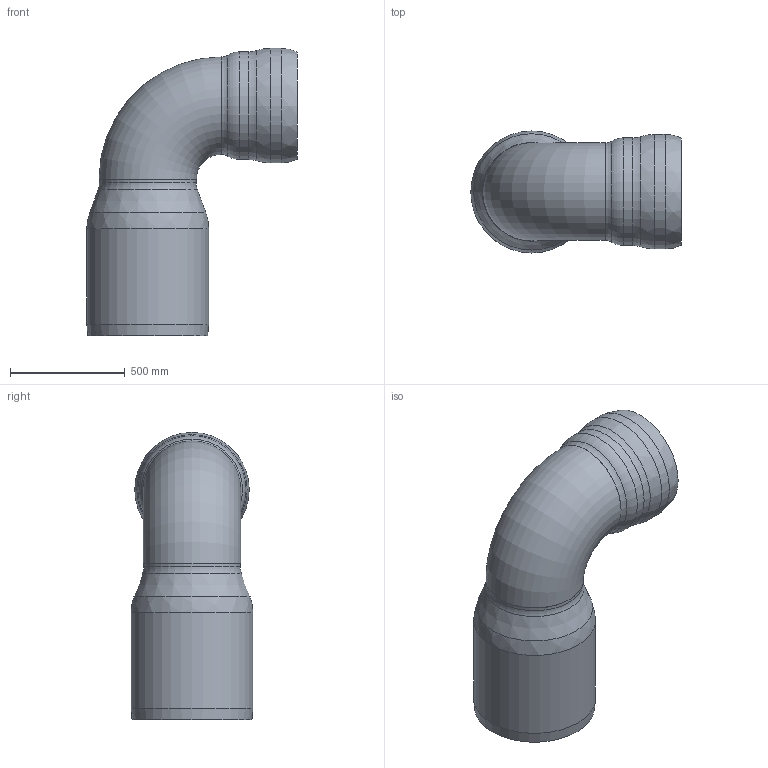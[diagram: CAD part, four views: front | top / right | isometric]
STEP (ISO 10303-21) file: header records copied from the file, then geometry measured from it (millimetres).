
FILE_DESCRIPTION(/* description */ (''),/* implementation_level */ '2;1');
FILE_NAME(/* name */ '5.501.BA0C_3D.stp',/* time_stamp */ '2025-03-12T11:16:24+01:00',/* author */ ('N.Hausmann'),/* organization */ (''),/* preprocessor_version */ 'ST-DEVELOPER v20',/* originating_system */ 'AutoCAD Mechanical',/* authorisation */ '');
FILE_SCHEMA (('AUTOMOTIVE_DESIGN { 1 0 10303 214 3 1 1 }'));
Length unit declared in the file: centimetre
Products named in the file (2): Product; *S0
Assembly tree (1 placements, depth 2):
  Product
    *S0
Bounding box: 915 x 530 x 1249.02 mm (x, y, z)
Volume: 28534415.7 mm3; surface area: 4538046 mm2
Topology: 3 solids, 3 shells, 34 faces, 83 edges, 56 vertices
Faces by surface type: torus 10, cylinder 8, bspline 6, cone 6, plane 4
Full cylindrical faces by diameter (mm): 400 x1, 420 x1, 448.037 x1, 468.037 x1, 478.037 x1, 498.037 x1, 510 x1, 530 x1
Entity records: 1238 total; most frequent: CARTESIAN_POINT 332, DIRECTION 212, ORIENTED_EDGE 160, AXIS2_PLACEMENT_3D 98, EDGE_CURVE 80, CIRCLE 67, VERTEX_POINT 50, EDGE_LOOP 38
